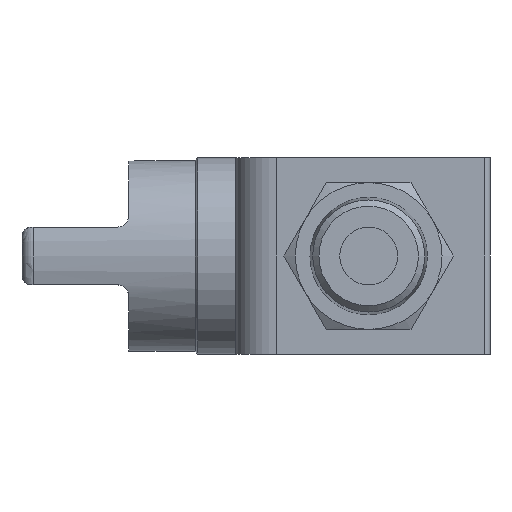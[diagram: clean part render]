
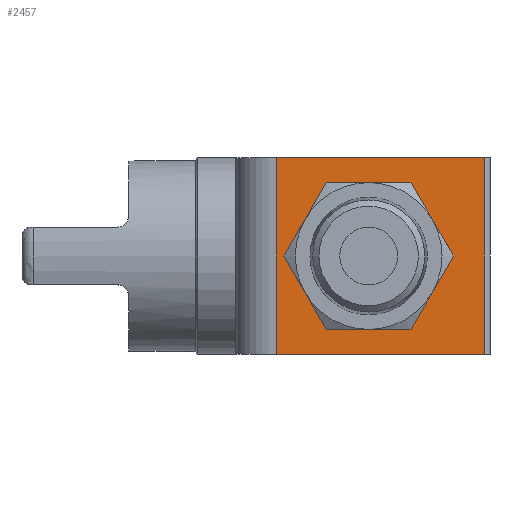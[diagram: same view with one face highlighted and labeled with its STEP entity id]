
A CAD part, left-side view. The second image highlights one B-rep face of the part: STEP entity #2457.
In plain terms, the highlighted planar face has unit normal (-1, 0, 0).
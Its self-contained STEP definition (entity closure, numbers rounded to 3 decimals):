
#99=LINE('',#3582,#201);
#100=LINE('',#3585,#202);
#101=LINE('',#3587,#203);
#102=LINE('',#3589,#204);
#201=VECTOR('',#2897,1000.);
#202=VECTOR('',#2898,1000.);
#203=VECTOR('',#2899,1000.);
#204=VECTOR('',#2900,1000.);
#264=PLANE('',#2599);
#332=CIRCLE('',#2600,6.25);
#506=ORIENTED_EDGE('',*,*,#990,.F.);
#507=ORIENTED_EDGE('',*,*,#991,.T.);
#508=ORIENTED_EDGE('',*,*,#992,.F.);
#509=ORIENTED_EDGE('',*,*,#993,.F.);
#510=ORIENTED_EDGE('',*,*,#994,.T.);
#990=EDGE_CURVE('',#1217,#1217,#332,.F.);
#991=EDGE_CURVE('',#1218,#1219,#99,.T.);
#992=EDGE_CURVE('',#1220,#1219,#100,.T.);
#993=EDGE_CURVE('',#1221,#1220,#101,.T.);
#994=EDGE_CURVE('',#1221,#1218,#102,.T.);
#1217=VERTEX_POINT('',#3581);
#1218=VERTEX_POINT('',#3583);
#1219=VERTEX_POINT('',#3584);
#1220=VERTEX_POINT('',#3586);
#1221=VERTEX_POINT('',#3588);
#1380=EDGE_LOOP('',(#506));
#1381=EDGE_LOOP('',(#507,#508,#509,#510));
#1518=FACE_BOUND('',#1380,.T.);
#1519=FACE_BOUND('',#1381,.T.);
#2457=ADVANCED_FACE('',(#1518,#1519),#264,.F.);
#2599=AXIS2_PLACEMENT_3D('',#3579,#2893,#2894);
#2600=AXIS2_PLACEMENT_3D('',#3580,#2895,#2896);
#2893=DIRECTION('',(1.,0.,0.));
#2894=DIRECTION('',(0.,0.,-1.));
#2895=DIRECTION('',(1.,0.,0.));
#2896=DIRECTION('',(0.,0.,-1.));
#2897=DIRECTION('',(0.,-1.,0.));
#2898=DIRECTION('',(0.,0.,-1.));
#2899=DIRECTION('',(0.,-1.,0.));
#2900=DIRECTION('',(0.,0.,-1.));
#3579=CARTESIAN_POINT('',(-12.5,8.,8.5));
#3580=CARTESIAN_POINT('',(-12.5,0.,0.));
#3581=CARTESIAN_POINT('',(-12.5,0.,-6.25));
#3582=CARTESIAN_POINT('',(-12.5,8.,-8.5));
#3583=CARTESIAN_POINT('',(-12.5,8.,-8.5));
#3584=CARTESIAN_POINT('',(-12.5,-10.,-8.5));
#3585=CARTESIAN_POINT('',(-12.5,-10.,8.5));
#3586=CARTESIAN_POINT('',(-12.5,-10.,8.5));
#3587=CARTESIAN_POINT('',(-12.5,8.,8.5));
#3588=CARTESIAN_POINT('',(-12.5,8.,8.5));
#3589=CARTESIAN_POINT('',(-12.5,8.,8.5));
